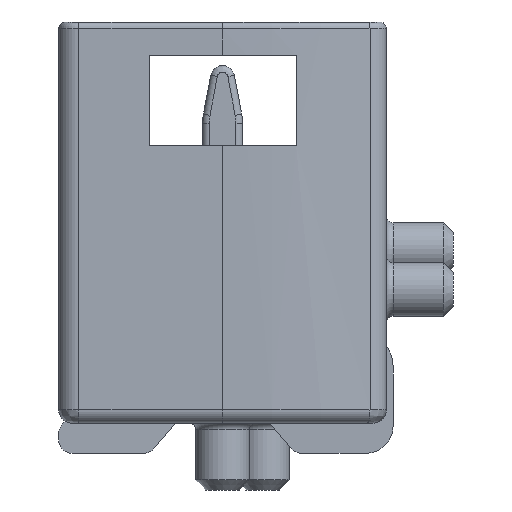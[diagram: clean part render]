
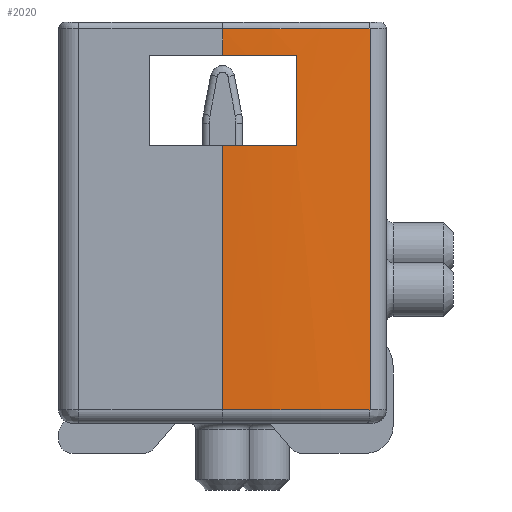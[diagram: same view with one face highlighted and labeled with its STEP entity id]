
A CAD part, left-side view. The second image highlights one B-rep face of the part: STEP entity #2020.
In plain terms, the highlighted cylindrical face has radius 12 mm (diameter 24 mm), a partial arc.
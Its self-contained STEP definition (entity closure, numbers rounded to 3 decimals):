
#1465=CYLINDRICAL_SURFACE('',#9207,12.);
#1624=FACE_OUTER_BOUND('',#2723,.T.);
#2020=ADVANCED_FACE('',(#1624),#1465,.T.);
#2723=EDGE_LOOP('',(#3740,#3741,#3742,#3743,#3744,#3745,#3746,#3747));
#3150=CIRCLE('',#9189,12.);
#3159=CIRCLE('',#9204,12.);
#3160=CIRCLE('',#9205,12.);
#3161=CIRCLE('',#9206,12.);
#3740=ORIENTED_EDGE('',*,*,#6547,.T.);
#3741=ORIENTED_EDGE('',*,*,#6548,.T.);
#3742=ORIENTED_EDGE('',*,*,#6549,.F.);
#3743=ORIENTED_EDGE('',*,*,#6550,.T.);
#3744=ORIENTED_EDGE('',*,*,#6551,.T.);
#3745=ORIENTED_EDGE('',*,*,#6552,.T.);
#3746=ORIENTED_EDGE('',*,*,#6353,.F.);
#3747=ORIENTED_EDGE('',*,*,#6487,.T.);
#5662=VERTEX_POINT('',#12214);
#5663=VERTEX_POINT('',#12216);
#5783=VERTEX_POINT('',#12506);
#5832=VERTEX_POINT('',#12622);
#5833=VERTEX_POINT('',#12624);
#5834=VERTEX_POINT('',#12626);
#5835=VERTEX_POINT('',#12628);
#5836=VERTEX_POINT('',#12630);
#6353=EDGE_CURVE('',#5662,#5663,#7444,.T.);
#6487=EDGE_CURVE('',#5662,#5783,#3150,.T.);
#6547=EDGE_CURVE('',#5783,#5832,#7612,.T.);
#6548=EDGE_CURVE('',#5832,#5833,#3159,.T.);
#6549=EDGE_CURVE('',#5834,#5833,#7613,.T.);
#6550=EDGE_CURVE('',#5834,#5835,#3160,.T.);
#6551=EDGE_CURVE('',#5835,#5836,#7614,.T.);
#6552=EDGE_CURVE('',#5836,#5663,#3161,.T.);
#7444=LINE('',#12215,#8192);
#7612=LINE('',#12621,#8360);
#7613=LINE('',#12625,#8361);
#7614=LINE('',#12629,#8362);
#8192=VECTOR('',#9961,1.);
#8360=VECTOR('',#10227,1.);
#8361=VECTOR('',#10230,1.);
#8362=VECTOR('',#10233,1.);
#9189=AXIS2_PLACEMENT_3D('',#12507,#10146,#10147);
#9204=AXIS2_PLACEMENT_3D('',#12623,#10228,#10229);
#9205=AXIS2_PLACEMENT_3D('',#12627,#10231,#10232);
#9206=AXIS2_PLACEMENT_3D('',#12631,#10234,#10235);
#9207=AXIS2_PLACEMENT_3D('',#12632,#10236,#10237);
#9961=DIRECTION('',(0.,0.,1.));
#10146=DIRECTION('',(0.,0.,-1.));
#10147=DIRECTION('',(1.,0.,0.));
#10227=DIRECTION('',(0.,0.,-1.));
#10228=DIRECTION('',(0.,0.,1.));
#10229=DIRECTION('',(-1.,0.,0.));
#10230=DIRECTION('',(0.,0.,-1.));
#10231=DIRECTION('',(0.,0.,-1.));
#10232=DIRECTION('',(1.,0.,0.));
#10233=DIRECTION('',(0.,0.,-1.));
#10234=DIRECTION('',(0.,0.,1.));
#10235=DIRECTION('',(-1.,0.,0.));
#10236=DIRECTION('',(0.,0.,-1.));
#10237=DIRECTION('',(-1.,0.,0.));
#12214=CARTESIAN_POINT('',(-3.874,-1.1,4.15));
#12215=CARTESIAN_POINT('',(-3.874,-1.1,6.));
#12216=CARTESIAN_POINT('',(-3.874,-1.1,5.5));
#12506=CARTESIAN_POINT('',(-3.925,0.,4.15));
#12507=CARTESIAN_POINT('',(8.075,0.,4.15));
#12621=CARTESIAN_POINT('',(-3.925,0.,6.));
#12622=CARTESIAN_POINT('',(-3.925,0.,0.2));
#12623=CARTESIAN_POINT('',(8.075,0.,0.2));
#12624=CARTESIAN_POINT('',(-3.721,-2.205,0.2));
#12625=CARTESIAN_POINT('',(-3.721,-2.205,6.));
#12626=CARTESIAN_POINT('',(-3.721,-2.205,5.9));
#12627=CARTESIAN_POINT('',(8.075,0.,5.9));
#12628=CARTESIAN_POINT('',(-3.925,0.,5.9));
#12629=CARTESIAN_POINT('',(-3.925,0.,6.));
#12630=CARTESIAN_POINT('',(-3.925,0.,5.5));
#12631=CARTESIAN_POINT('',(8.075,0.,5.5));
#12632=CARTESIAN_POINT('',(8.075,0.,6.));
